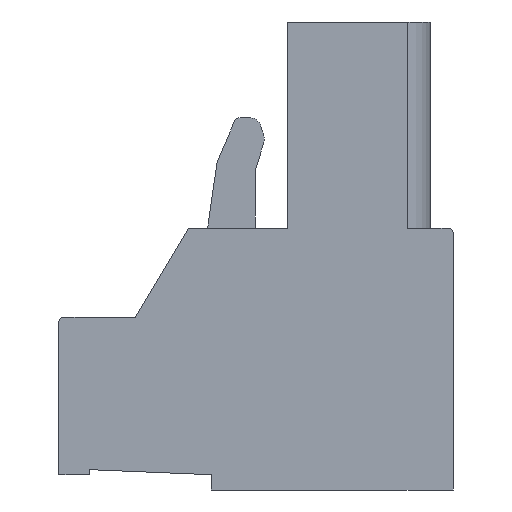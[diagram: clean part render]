
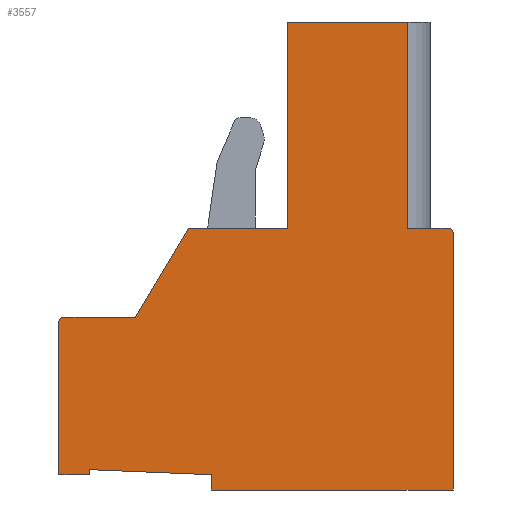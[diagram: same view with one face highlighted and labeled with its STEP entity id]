
A CAD part, left-side view. The second image highlights one B-rep face of the part: STEP entity #3557.
In plain terms, the highlighted planar face has unit normal (-1, 0, 0).
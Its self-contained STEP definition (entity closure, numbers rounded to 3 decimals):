
#2=CARTESIAN_POINT('',(-15.24,-3.05,-8.3));
#3=DIRECTION('',(-1.,0.,0.));
#4=DIRECTION('',(0.,-1.,0.));
#5=AXIS2_PLACEMENT_3D('',#2,#3,#4);
#7=DIRECTION('',(0.,0.,-1.));
#8=VECTOR('',#7,10.1);
#9=CARTESIAN_POINT('',(-15.24,-3.25,-8.3));
#10=LINE('',#9,#8);
#11=DIRECTION('',(0.,1.,0.));
#12=VECTOR('',#11,9.5);
#13=CARTESIAN_POINT('',(-15.24,-3.25,-18.4));
#14=LINE('',#13,#12);
#15=DIRECTION('',(0.,0.,1.));
#16=VECTOR('',#15,0.6);
#17=CARTESIAN_POINT('',(-15.24,6.25,-18.4));
#18=LINE('',#17,#16);
#19=DIRECTION('',(0.,0.999,0.042));
#20=VECTOR('',#19,4.804);
#21=CARTESIAN_POINT('',(-15.24,6.25,-17.8));
#22=LINE('',#21,#20);
#23=DIRECTION('',(0.,0.,-1.));
#24=VECTOR('',#23,0.2);
#25=CARTESIAN_POINT('',(-15.24,11.05,-17.6));
#26=LINE('',#25,#24);
#27=DIRECTION('',(0.,1.,0.));
#28=VECTOR('',#27,1.2);
#29=CARTESIAN_POINT('',(-15.24,11.05,-17.8));
#30=LINE('',#29,#28);
#31=DIRECTION('',(0.,0.,1.));
#32=VECTOR('',#31,6.);
#33=CARTESIAN_POINT('',(-15.24,12.25,-17.8));
#34=LINE('',#33,#32);
#35=CARTESIAN_POINT('',(-15.24,12.05,-11.8));
#36=DIRECTION('',(-1.,0.,0.));
#37=DIRECTION('',(0.,0.,1.));
#38=AXIS2_PLACEMENT_3D('',#35,#36,#37);
#40=DIRECTION('',(0.,-1.,0.));
#41=VECTOR('',#40,2.8);
#42=CARTESIAN_POINT('',(-15.24,12.05,-11.6));
#43=LINE('',#42,#41);
#44=DIRECTION('',(0.,-0.514,0.857));
#45=VECTOR('',#44,4.082);
#46=CARTESIAN_POINT('',(-15.24,9.25,-11.6));
#47=LINE('',#46,#45);
#48=DIRECTION('',(0.,-1.,0.));
#49=VECTOR('',#48,3.9);
#50=CARTESIAN_POINT('',(-15.24,7.15,-8.1));
#51=LINE('',#50,#49);
#52=DIRECTION('',(0.,0.,1.));
#53=VECTOR('',#52,8.1);
#54=CARTESIAN_POINT('',(-15.24,3.25,-8.1));
#55=LINE('',#54,#53);
#56=DIRECTION('',(0.,-1.,0.));
#57=VECTOR('',#56,4.72);
#58=CARTESIAN_POINT('',(-15.24,3.25,0.));
#59=LINE('',#58,#57);
#60=DIRECTION('',(0.,0.,-1.));
#61=VECTOR('',#60,8.1);
#62=CARTESIAN_POINT('',(-15.24,-1.47,0.));
#63=LINE('',#62,#61);
#64=DIRECTION('',(0.,1.,0.));
#65=VECTOR('',#64,1.58);
#66=CARTESIAN_POINT('',(-15.24,-3.05,-8.1));
#67=LINE('',#66,#65);
#2750=CARTESIAN_POINT('',(-15.24,-3.25,-18.4));
#2751=CARTESIAN_POINT('',(-15.24,6.25,-18.4));
#2752=VERTEX_POINT('',#2750);
#2753=VERTEX_POINT('',#2751);
#2754=CARTESIAN_POINT('',(-15.24,6.25,-17.8));
#2755=VERTEX_POINT('',#2754);
#2756=CARTESIAN_POINT('',(-15.24,11.05,-17.6));
#2757=VERTEX_POINT('',#2756);
#2758=CARTESIAN_POINT('',(-15.24,7.15,-8.1));
#2759=CARTESIAN_POINT('',(-15.24,3.25,-8.1));
#2760=VERTEX_POINT('',#2758);
#2761=VERTEX_POINT('',#2759);
#2762=CARTESIAN_POINT('',(-15.24,3.25,0.));
#2763=VERTEX_POINT('',#2762);
#2868=CARTESIAN_POINT('',(-15.24,11.05,-17.8));
#2869=VERTEX_POINT('',#2868);
#2870=CARTESIAN_POINT('',(-15.24,12.25,-17.8));
#2871=VERTEX_POINT('',#2870);
#3020=CARTESIAN_POINT('',(-15.24,9.25,-11.6));
#3021=VERTEX_POINT('',#3020);
#3050=CARTESIAN_POINT('',(-15.24,-1.47,0.));
#3051=VERTEX_POINT('',#3050);
#3244=CARTESIAN_POINT('',(-15.24,-1.47,-8.1));
#3245=VERTEX_POINT('',#3244);
#3506=CARTESIAN_POINT('',(-15.24,-3.25,-8.3));
#3507=VERTEX_POINT('',#3506);
#3508=CARTESIAN_POINT('',(-15.24,-3.05,-8.1));
#3509=VERTEX_POINT('',#3508);
#3510=CARTESIAN_POINT('',(-15.24,12.05,-11.6));
#3511=CARTESIAN_POINT('',(-15.24,12.25,-11.8));
#3512=VERTEX_POINT('',#3510);
#3513=VERTEX_POINT('',#3511);
#3518=CARTESIAN_POINT('',(-15.24,0.,0.));
#3519=DIRECTION('',(1.,0.,0.));
#3520=DIRECTION('',(0.,0.,-1.));
#3521=AXIS2_PLACEMENT_3D('',#3518,#3519,#3520);
#3522=PLANE('',#3521);
#3524=ORIENTED_EDGE('',*,*,#3523,.F.);
#3526=ORIENTED_EDGE('',*,*,#3525,.T.);
#3528=ORIENTED_EDGE('',*,*,#3527,.T.);
#3530=ORIENTED_EDGE('',*,*,#3529,.T.);
#3532=ORIENTED_EDGE('',*,*,#3531,.T.);
#3534=ORIENTED_EDGE('',*,*,#3533,.T.);
#3536=ORIENTED_EDGE('',*,*,#3535,.T.);
#3538=ORIENTED_EDGE('',*,*,#3537,.T.);
#3540=ORIENTED_EDGE('',*,*,#3539,.F.);
#3542=ORIENTED_EDGE('',*,*,#3541,.T.);
#3544=ORIENTED_EDGE('',*,*,#3543,.T.);
#3546=ORIENTED_EDGE('',*,*,#3545,.T.);
#3548=ORIENTED_EDGE('',*,*,#3547,.T.);
#3550=ORIENTED_EDGE('',*,*,#3549,.T.);
#3552=ORIENTED_EDGE('',*,*,#3551,.T.);
#3554=ORIENTED_EDGE('',*,*,#3553,.F.);
#3555=EDGE_LOOP('',(#3524,#3526,#3528,#3530,#3532,#3534,#3536,#3538,#3540,#3542,
#3544,#3546,#3548,#3550,#3552,#3554));
#3556=FACE_OUTER_BOUND('',#3555,.F.);
#6=CIRCLE('',#5,0.2);
#39=CIRCLE('',#38,0.2);
#3523=EDGE_CURVE('',#3507,#3509,#6,.T.);
#3525=EDGE_CURVE('',#3507,#2752,#10,.T.);
#3527=EDGE_CURVE('',#2752,#2753,#14,.T.);
#3529=EDGE_CURVE('',#2753,#2755,#18,.T.);
#3531=EDGE_CURVE('',#2755,#2757,#22,.T.);
#3533=EDGE_CURVE('',#2757,#2869,#26,.T.);
#3535=EDGE_CURVE('',#2869,#2871,#30,.T.);
#3537=EDGE_CURVE('',#2871,#3513,#34,.T.);
#3539=EDGE_CURVE('',#3512,#3513,#39,.T.);
#3541=EDGE_CURVE('',#3512,#3021,#43,.T.);
#3543=EDGE_CURVE('',#3021,#2760,#47,.T.);
#3545=EDGE_CURVE('',#2760,#2761,#51,.T.);
#3547=EDGE_CURVE('',#2761,#2763,#55,.T.);
#3549=EDGE_CURVE('',#2763,#3051,#59,.T.);
#3551=EDGE_CURVE('',#3051,#3245,#63,.T.);
#3553=EDGE_CURVE('',#3509,#3245,#67,.T.);
#3557=ADVANCED_FACE('',(#3556),#3522,.F.);
